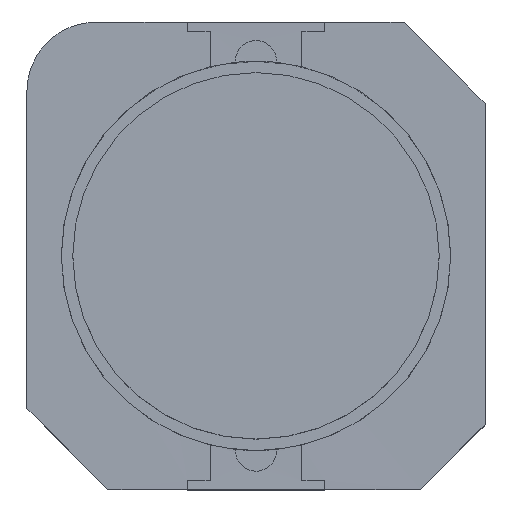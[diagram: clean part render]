
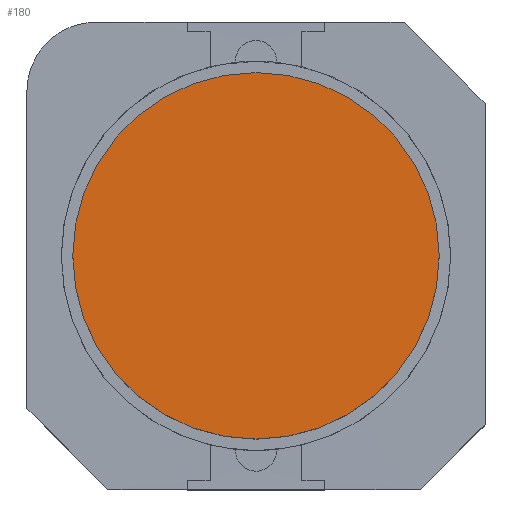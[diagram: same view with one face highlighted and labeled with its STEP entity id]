
A CAD part, top view. The second image highlights one B-rep face of the part: STEP entity #180.
In plain terms, the highlighted planar face has unit normal (0, 0, 1).
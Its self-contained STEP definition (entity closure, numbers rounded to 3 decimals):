
#107 = VERTEX_POINT ( 'NONE', #782 ) ;
#180 = ADVANCED_FACE ( 'NONE', ( #884 ), #882, .T. ) ;
#181 = ORIENTED_EDGE ( 'NONE', *, *, #412, .F. ) ;
#182 = ORIENTED_EDGE ( 'NONE', *, *, #197, .F. ) ;
#195 = VERTEX_POINT ( 'NONE', #1035 ) ;
#197 = EDGE_CURVE ( 'NONE', #195, #107, #1033, .T. ) ;
#372 = EDGE_LOOP ( 'NONE', ( #181, #182 ) ) ;
#412 = EDGE_CURVE ( 'NONE', #107, #195, #1171, .T. ) ;
#782 = CARTESIAN_POINT ( 'NONE',  ( 4., 0., 3.8 ) ) ;
#876 = DIRECTION ( 'NONE',  ( 1., 0., 0. ) ) ;
#877 = DIRECTION ( 'NONE',  ( 0., 0., 1. ) ) ;
#878 = CARTESIAN_POINT ( 'NONE',  ( 0., 0., 3.8 ) ) ;
#882 = PLANE ( 'NONE',  #883 ) ;
#883 = AXIS2_PLACEMENT_3D ( 'NONE', #878, #877, #876 ) ;
#884 = FACE_OUTER_BOUND ( 'NONE', #372, .T. ) ;
#1029 = DIRECTION ( 'NONE',  ( 1., 0., 0. ) ) ;
#1030 = DIRECTION ( 'NONE',  ( 0., 0., -1. ) ) ;
#1031 = CARTESIAN_POINT ( 'NONE',  ( 0., 0., 3.8 ) ) ;
#1032 = AXIS2_PLACEMENT_3D ( 'NONE', #1031, #1030, #1029 ) ;
#1033 = CIRCLE ( 'NONE', #1032, 4. ) ;
#1035 = CARTESIAN_POINT ( 'NONE',  ( -4., 0., 3.8 ) ) ;
#1171 = CIRCLE ( 'NONE', #1236, 4. ) ;
#1233 = DIRECTION ( 'NONE',  ( 1., 0., 0. ) ) ;
#1234 = DIRECTION ( 'NONE',  ( 0., 0., -1. ) ) ;
#1235 = CARTESIAN_POINT ( 'NONE',  ( 0., 0., 3.8 ) ) ;
#1236 = AXIS2_PLACEMENT_3D ( 'NONE', #1235, #1234, #1233 ) ;
